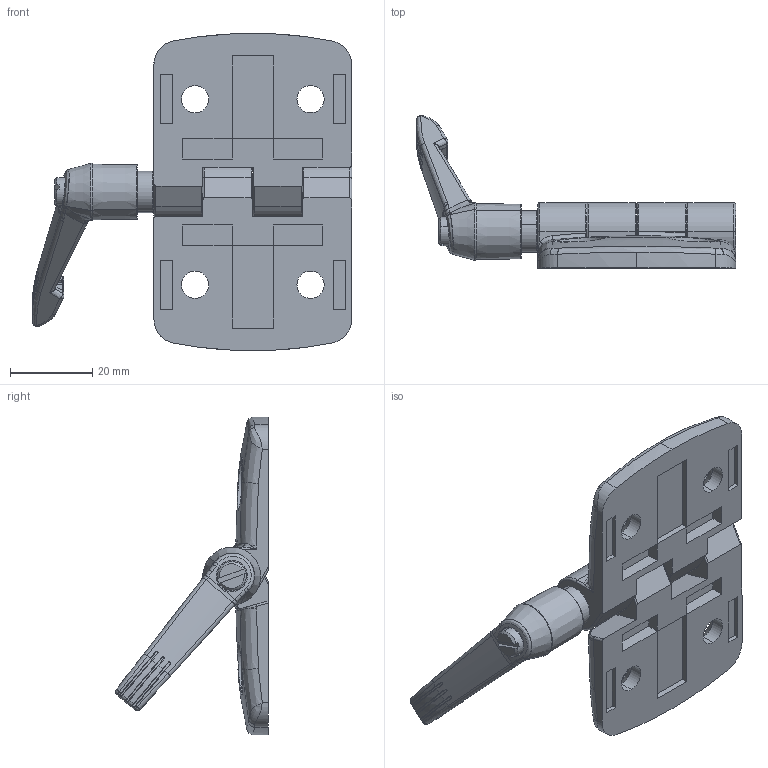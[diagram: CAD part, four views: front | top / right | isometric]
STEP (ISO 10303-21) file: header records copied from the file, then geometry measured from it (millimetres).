
FILE_DESCRIPTION (( 'STEP AP203' ), '1' );
FILE_NAME ('095kf4040f00.STEP', '2014-01-08T15:40:01', ( 'Fath' ), ( 'Hewlett-Packard Company' ), 'SwSTEP 2.0', 'SolidWorks 2012', '' );
FILE_SCHEMA (( 'CONFIG_CONTROL_DESIGN' ));
Length unit declared in the file: millimetre
Products named in the file (6): 095kf4040f00; 12843f06k_M5; zahnring-1_m5; griff-1-m5_Standard; 095k40f00_095 k 40 f00; 095k40f00_095 kf 40 f00
Assembly tree (5 placements, depth 3):
  095kf4040f00
    095k40f00_095 kf 40 f00
    095k40f00_095 k 40 f00
    12843f06k_M5
      griff-1-m5_Standard
      zahnring-1_m5
Bounding box: 77.49 x 37.1 x 77 mm (x, y, z)
Volume: 26571.5 mm3; surface area: 15732.8 mm2
Topology: 4 solids, 4 shells, 420 faces, 1024 edges, 612 vertices
Faces by surface type: bspline 140, plane 102, cylinder 87, torus 44, cone 33, sphere 14
Entity records: 17098 total; most frequent: CARTESIAN_POINT 7781, ORIENTED_EDGE 2016, DIRECTION 1551, EDGE_CURVE 1008, AXIS2_PLACEMENT_3D 629, VERTEX_POINT 608, EDGE_LOOP 450, ADVANCED_FACE 420
